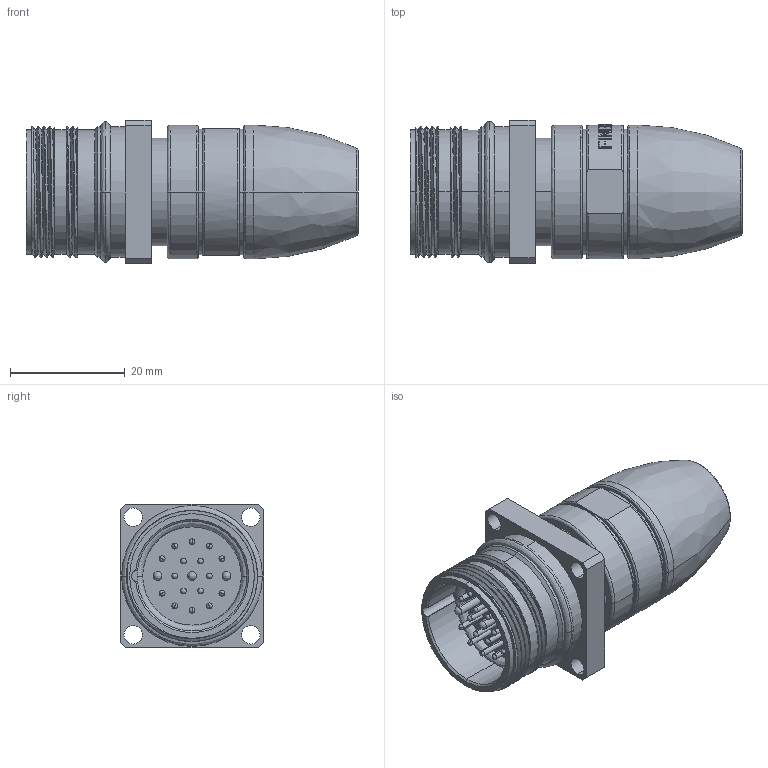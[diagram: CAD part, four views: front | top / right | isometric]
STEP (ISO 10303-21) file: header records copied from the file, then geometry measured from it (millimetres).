
FILE_DESCRIPTION (( 'STEP AP203' ), '1' );
FILE_NAME ('P380.STEP', '2020-04-15T07:18:28', ( 'edpusr' ), ( 'Microsoft' ), 'SwSTEP 2.0', 'SolidWorks 2015', '' );
FILE_SCHEMA (( 'CONFIG_CONTROL_DESIGN' ));
Length unit declared in the file: millimetre
Products named in the file (1): P380
Bounding box: 57.8 x 25 x 25 mm (x, y, z)
Volume: 12519.4 mm3; surface area: 10823.9 mm2
Topology: 3 solids, 3 shells, 503 faces, 1354 edges, 846 vertices
Faces by surface type: cylinder 212, plane 173, bspline 110, cone 8
Entity records: 25848 total; most frequent: CARTESIAN_POINT 13928, ORIENTED_EDGE 2564, DIRECTION 2359, EDGE_CURVE 1282, AXIS2_PLACEMENT_3D 907, VERTEX_POINT 846, EDGE_LOOP 576, LINE 545
